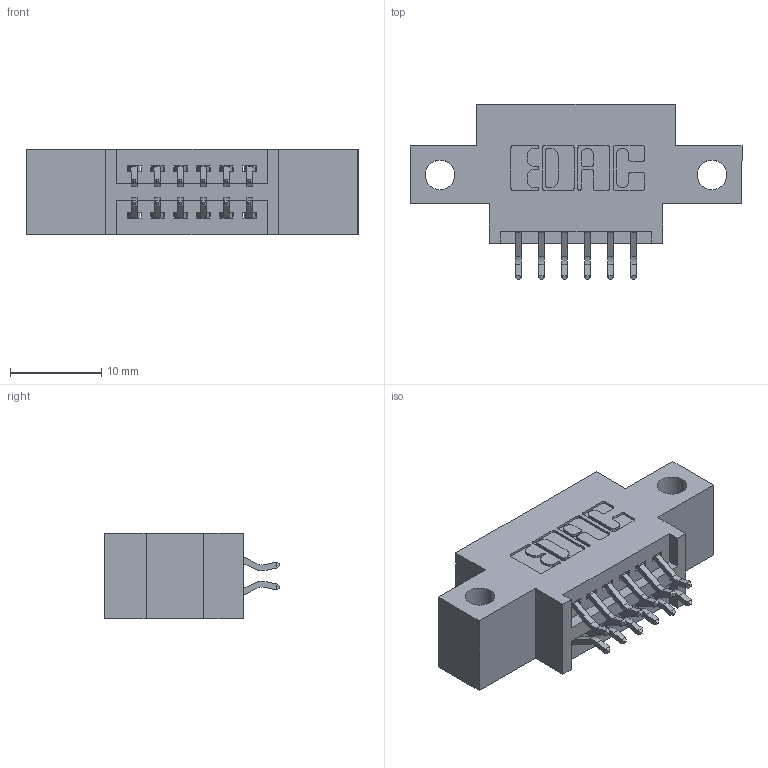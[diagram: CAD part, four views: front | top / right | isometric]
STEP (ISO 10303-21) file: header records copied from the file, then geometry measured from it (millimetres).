
FILE_DESCRIPTION (( 'STEP AP203' ), '1' );
FILE_NAME ('345-012-556-812.STEP', '2019-10-26T16:51:20', ( '' ), ( '' ), 'SwSTEP 2.0', 'SolidWorks 2016', '' );
FILE_SCHEMA (( 'CONFIG_CONTROL_DESIGN' ));
Length unit declared in the file: inch
Products named in the file (3): 345 Part_0.170 Offset - Side Mount; 345-012-556-812; 345-292-001_556 Tail
Assembly tree (13 placements, depth 2):
  345-012-556-812
    345 Part_0.170 Offset - Side Mount
    345-292-001_556 Tail  x12
Bounding box: 36.45 x 19.24 x 9.4 mm (x, y, z)
Volume: 3005.4 mm3; surface area: 3742.5 mm2
Topology: 13 solids, 13 shells, 802 faces, 2357 edges, 1554 vertices
Faces by surface type: plane 528, cylinder 274
Entity records: 9909 total; most frequent: CARTESIAN_POINT 1712, ORIENTED_EDGE 1634, DIRECTION 1541, EDGE_CURVE 817, LINE 653, VECTOR 653, VERTEX_POINT 542, AXIS2_PLACEMENT_3D 444
